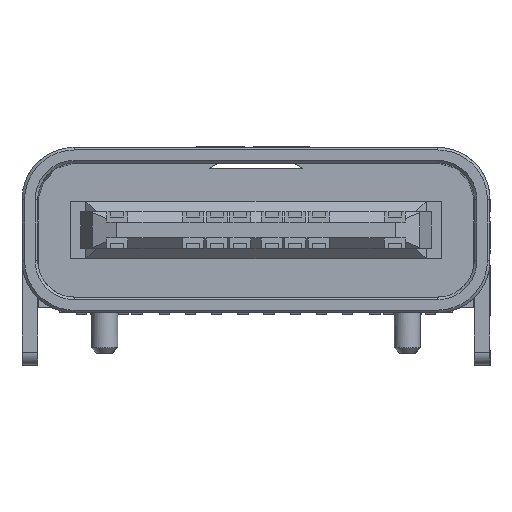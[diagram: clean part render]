
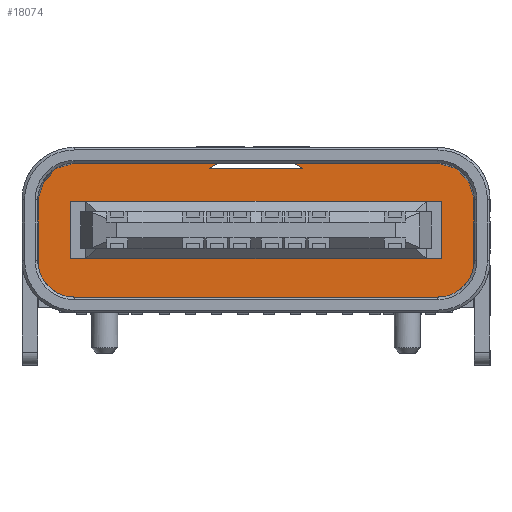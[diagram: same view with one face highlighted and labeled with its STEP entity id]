
A CAD part, front view. The second image highlights one B-rep face of the part: STEP entity #18074.
In plain terms, the highlighted free-form (B-spline) face has degree [1, 1] with [2, 2] control points.
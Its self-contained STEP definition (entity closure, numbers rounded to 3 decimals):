
#5461 = VERTEX_POINT('',#5462);
#5462 = CARTESIAN_POINT('',(-2.2,1.625,3.872));
#5467 = EDGE_CURVE('',#5461,#5468,#5470,.T.);
#5468 = VERTEX_POINT('',#5469);
#5469 = CARTESIAN_POINT('',(-0.72,1.625,3.872));
#5470 = B_SPLINE_CURVE_WITH_KNOTS('',1,(#5471,#5472),.UNSPECIFIED.,.F.,
  .F.,(2,2),(1.27,2.75),.PIECEWISE_BEZIER_KNOTS.);
#5471 = CARTESIAN_POINT('',(-2.2,1.625,3.872));
#5472 = CARTESIAN_POINT('',(-0.72,1.625,3.872));
#5561 = VERTEX_POINT('',#5562);
#5562 = CARTESIAN_POINT('',(0.72,1.625,3.872));
#5567 = EDGE_CURVE('',#5561,#5568,#5570,.T.);
#5568 = VERTEX_POINT('',#5569);
#5569 = CARTESIAN_POINT('',(2.2,1.625,3.872));
#5570 = B_SPLINE_CURVE_WITH_KNOTS('',1,(#5571,#5572),.UNSPECIFIED.,.F.,
  .F.,(2,2),(4.19,5.67),.PIECEWISE_BEZIER_KNOTS.);
#5571 = CARTESIAN_POINT('',(0.72,1.625,3.872));
#5572 = CARTESIAN_POINT('',(2.2,1.625,3.872));
#5728 = VERTEX_POINT('',#5729);
#5729 = CARTESIAN_POINT('',(-4.16,1.625,1.894));
#5768 = VERTEX_POINT('',#5769);
#5769 = CARTESIAN_POINT('',(4.16,1.625,1.894));
#8646 = VERTEX_POINT('',#8647);
#8647 = CARTESIAN_POINT('',(3.47,1.625,1.312));
#8652 = EDGE_CURVE('',#8646,#8653,#8655,.T.);
#8653 = VERTEX_POINT('',#8654);
#8654 = CARTESIAN_POINT('',(-3.47,1.625,1.312));
#8655 = B_SPLINE_CURVE_WITH_KNOTS('',1,(#8656,#8657),.UNSPECIFIED.,.F.,
  .F.,(2,2),(-6.94,-0.),.PIECEWISE_BEZIER_KNOTS.);
#8656 = CARTESIAN_POINT('',(3.47,1.625,1.312));
#8657 = CARTESIAN_POINT('',(-3.47,1.625,1.312));
#8701 = EDGE_CURVE('',#8653,#5728,#8702,.T.);
#8702 = ( BOUNDED_CURVE() B_SPLINE_CURVE(2,(#8703,#8704,#8705),
.UNSPECIFIED.,.F.,.F.) B_SPLINE_CURVE_WITH_KNOTS((3,3),(3.142,
4.543),.PIECEWISE_BEZIER_KNOTS.) CURVE() 
GEOMETRIC_REPRESENTATION_ITEM() RATIONAL_B_SPLINE_CURVE((1.,
0.764,1.)) REPRESENTATION_ITEM('') );
#8703 = CARTESIAN_POINT('',(-3.47,1.625,1.312));
#8704 = CARTESIAN_POINT('',(-4.061,1.625,1.312));
#8705 = CARTESIAN_POINT('',(-4.16,1.625,1.894));
#10549 = EDGE_CURVE('',#8646,#5768,#10550,.T.);
#10550 = ( BOUNDED_CURVE() B_SPLINE_CURVE(2,(#10551,#10552,#10553),
.UNSPECIFIED.,.F.,.F.) B_SPLINE_CURVE_WITH_KNOTS((3,3),(3.142,
4.543),.PIECEWISE_BEZIER_KNOTS.) CURVE() 
GEOMETRIC_REPRESENTATION_ITEM() RATIONAL_B_SPLINE_CURVE((1.,
0.764,1.)) REPRESENTATION_ITEM('') );
#10551 = CARTESIAN_POINT('',(3.47,1.625,1.312));
#10552 = CARTESIAN_POINT('',(4.061,1.625,1.312));
#10553 = CARTESIAN_POINT('',(4.16,1.625,1.894));
#18074 = ADVANCED_FACE('',(#18075,#18105),#18185,.T.);
#18075 = FACE_BOUND('',#18076,.T.);
#18076 = EDGE_LOOP('',(#18077,#18086,#18093,#18100));
#18077 = ORIENTED_EDGE('',*,*,#18078,.T.);
#18078 = EDGE_CURVE('',#18079,#18081,#18083,.T.);
#18079 = VERTEX_POINT('',#18080);
#18080 = CARTESIAN_POINT('',(3.55,1.625,3.142));
#18081 = VERTEX_POINT('',#18082);
#18082 = CARTESIAN_POINT('',(3.55,1.625,2.042));
#18083 = B_SPLINE_CURVE_WITH_KNOTS('',1,(#18084,#18085),.UNSPECIFIED.,
  .F.,.F.,(2,2),(0.,1.1),.PIECEWISE_BEZIER_KNOTS.);
#18084 = CARTESIAN_POINT('',(3.55,1.625,3.142));
#18085 = CARTESIAN_POINT('',(3.55,1.625,2.042));
#18086 = ORIENTED_EDGE('',*,*,#18087,.F.);
#18087 = EDGE_CURVE('',#18088,#18081,#18090,.T.);
#18088 = VERTEX_POINT('',#18089);
#18089 = CARTESIAN_POINT('',(-3.55,1.625,2.042));
#18090 = B_SPLINE_CURVE_WITH_KNOTS('',1,(#18091,#18092),.UNSPECIFIED.,
  .F.,.F.,(2,2),(0.,7.1),.PIECEWISE_BEZIER_KNOTS.);
#18091 = CARTESIAN_POINT('',(-3.55,1.625,2.042));
#18092 = CARTESIAN_POINT('',(3.55,1.625,2.042));
#18093 = ORIENTED_EDGE('',*,*,#18094,.F.);
#18094 = EDGE_CURVE('',#18095,#18088,#18097,.T.);
#18095 = VERTEX_POINT('',#18096);
#18096 = CARTESIAN_POINT('',(-3.55,1.625,3.142));
#18097 = B_SPLINE_CURVE_WITH_KNOTS('',1,(#18098,#18099),.UNSPECIFIED.,
  .F.,.F.,(2,2),(0.,1.1),.PIECEWISE_BEZIER_KNOTS.);
#18098 = CARTESIAN_POINT('',(-3.55,1.625,3.142));
#18099 = CARTESIAN_POINT('',(-3.55,1.625,2.042));
#18100 = ORIENTED_EDGE('',*,*,#18101,.F.);
#18101 = EDGE_CURVE('',#18079,#18095,#18102,.T.);
#18102 = B_SPLINE_CURVE_WITH_KNOTS('',1,(#18103,#18104),.UNSPECIFIED.,
  .F.,.F.,(2,2),(-7.1,-0.),.PIECEWISE_BEZIER_KNOTS.);
#18103 = CARTESIAN_POINT('',(3.55,1.625,3.142));
#18104 = CARTESIAN_POINT('',(-3.55,1.625,3.142));
#18105 = FACE_BOUND('',#18106,.T.);
#18106 = EDGE_LOOP('',(#18107,#18108,#18109,#18110,#18117,#18125,#18132,
    #18137,#18138,#18145,#18152,#18157,#18158,#18165,#18172,#18180));
#18107 = ORIENTED_EDGE('',*,*,#8701,.F.);
#18108 = ORIENTED_EDGE('',*,*,#8652,.F.);
#18109 = ORIENTED_EDGE('',*,*,#10549,.T.);
#18110 = ORIENTED_EDGE('',*,*,#18111,.T.);
#18111 = EDGE_CURVE('',#5768,#18112,#18114,.T.);
#18112 = VERTEX_POINT('',#18113);
#18113 = CARTESIAN_POINT('',(4.16,1.625,3.172));
#18114 = B_SPLINE_CURVE_WITH_KNOTS('',1,(#18115,#18116),.UNSPECIFIED.,
  .F.,.F.,(2,2),(0.782,2.06),.PIECEWISE_BEZIER_KNOTS.);
#18115 = CARTESIAN_POINT('',(4.16,1.625,1.894));
#18116 = CARTESIAN_POINT('',(4.16,1.625,3.172));
#18117 = ORIENTED_EDGE('',*,*,#18118,.T.);
#18118 = EDGE_CURVE('',#18112,#18119,#18121,.T.);
#18119 = VERTEX_POINT('',#18120);
#18120 = CARTESIAN_POINT('',(3.47,1.625,3.862));
#18121 = ( BOUNDED_CURVE() B_SPLINE_CURVE(2,(#18122,#18123,#18124),
.UNSPECIFIED.,.F.,.F.) B_SPLINE_CURVE_WITH_KNOTS((3,3),(0.,
1.571),.PIECEWISE_BEZIER_KNOTS.) CURVE() 
GEOMETRIC_REPRESENTATION_ITEM() RATIONAL_B_SPLINE_CURVE((1.,
0.707,1.)) REPRESENTATION_ITEM('') );
#18122 = CARTESIAN_POINT('',(4.16,1.625,3.172));
#18123 = CARTESIAN_POINT('',(4.16,1.625,3.862));
#18124 = CARTESIAN_POINT('',(3.47,1.625,3.862));
#18125 = ORIENTED_EDGE('',*,*,#18126,.T.);
#18126 = EDGE_CURVE('',#18119,#18127,#18129,.T.);
#18127 = VERTEX_POINT('',#18128);
#18128 = CARTESIAN_POINT('',(2.2,1.625,3.862));
#18129 = B_SPLINE_CURVE_WITH_KNOTS('',1,(#18130,#18131),.UNSPECIFIED.,
  .F.,.F.,(2,2),(0.,1.27),.PIECEWISE_BEZIER_KNOTS.);
#18130 = CARTESIAN_POINT('',(3.47,1.625,3.862));
#18131 = CARTESIAN_POINT('',(2.2,1.625,3.862));
#18132 = ORIENTED_EDGE('',*,*,#18133,.T.);
#18133 = EDGE_CURVE('',#18127,#5568,#18134,.T.);
#18134 = B_SPLINE_CURVE_WITH_KNOTS('',1,(#18135,#18136),.UNSPECIFIED.,
  .F.,.F.,(2,2),(0.,0.01),.PIECEWISE_BEZIER_KNOTS.);
#18135 = CARTESIAN_POINT('',(2.2,1.625,3.862));
#18136 = CARTESIAN_POINT('',(2.2,1.625,3.872));
#18137 = ORIENTED_EDGE('',*,*,#5567,.F.);
#18138 = ORIENTED_EDGE('',*,*,#18139,.T.);
#18139 = EDGE_CURVE('',#5561,#18140,#18142,.T.);
#18140 = VERTEX_POINT('',#18141);
#18141 = CARTESIAN_POINT('',(0.893,1.625,3.772));
#18142 = B_SPLINE_CURVE_WITH_KNOTS('',1,(#18143,#18144),.UNSPECIFIED.,
  .F.,.F.,(2,2),(-0.2,0.),.PIECEWISE_BEZIER_KNOTS.);
#18143 = CARTESIAN_POINT('',(0.72,1.625,3.872));
#18144 = CARTESIAN_POINT('',(0.893,1.625,3.772));
#18145 = ORIENTED_EDGE('',*,*,#18146,.T.);
#18146 = EDGE_CURVE('',#18140,#18147,#18149,.T.);
#18147 = VERTEX_POINT('',#18148);
#18148 = CARTESIAN_POINT('',(-0.893,1.625,3.772));
#18149 = B_SPLINE_CURVE_WITH_KNOTS('',1,(#18150,#18151),.UNSPECIFIED.,
  .F.,.F.,(2,2),(0.,1.786),
  .PIECEWISE_BEZIER_KNOTS.);
#18150 = CARTESIAN_POINT('',(0.893,1.625,3.772));
#18151 = CARTESIAN_POINT('',(-0.893,1.625,3.772));
#18152 = ORIENTED_EDGE('',*,*,#18153,.T.);
#18153 = EDGE_CURVE('',#18147,#5468,#18154,.T.);
#18154 = B_SPLINE_CURVE_WITH_KNOTS('',1,(#18155,#18156),.UNSPECIFIED.,
  .F.,.F.,(2,2),(0.,0.2),.PIECEWISE_BEZIER_KNOTS.);
#18155 = CARTESIAN_POINT('',(-0.893,1.625,3.772));
#18156 = CARTESIAN_POINT('',(-0.72,1.625,3.872));
#18157 = ORIENTED_EDGE('',*,*,#5467,.F.);
#18158 = ORIENTED_EDGE('',*,*,#18159,.T.);
#18159 = EDGE_CURVE('',#5461,#18160,#18162,.T.);
#18160 = VERTEX_POINT('',#18161);
#18161 = CARTESIAN_POINT('',(-2.2,1.625,3.862));
#18162 = B_SPLINE_CURVE_WITH_KNOTS('',1,(#18163,#18164),.UNSPECIFIED.,
  .F.,.F.,(2,2),(-0.01,-0.),.PIECEWISE_BEZIER_KNOTS.);
#18163 = CARTESIAN_POINT('',(-2.2,1.625,3.872));
#18164 = CARTESIAN_POINT('',(-2.2,1.625,3.862));
#18165 = ORIENTED_EDGE('',*,*,#18166,.T.);
#18166 = EDGE_CURVE('',#18160,#18167,#18169,.T.);
#18167 = VERTEX_POINT('',#18168);
#18168 = CARTESIAN_POINT('',(-3.47,1.625,3.862));
#18169 = B_SPLINE_CURVE_WITH_KNOTS('',1,(#18170,#18171),.UNSPECIFIED.,
  .F.,.F.,(2,2),(-1.27,0.),.PIECEWISE_BEZIER_KNOTS.);
#18170 = CARTESIAN_POINT('',(-2.2,1.625,3.862));
#18171 = CARTESIAN_POINT('',(-3.47,1.625,3.862));
#18172 = ORIENTED_EDGE('',*,*,#18173,.T.);
#18173 = EDGE_CURVE('',#18167,#18174,#18176,.T.);
#18174 = VERTEX_POINT('',#18175);
#18175 = CARTESIAN_POINT('',(-4.16,1.625,3.172));
#18176 = ( BOUNDED_CURVE() B_SPLINE_CURVE(2,(#18177,#18178,#18179),
.UNSPECIFIED.,.F.,.F.) B_SPLINE_CURVE_WITH_KNOTS((3,3),(1.571,
3.142),.PIECEWISE_BEZIER_KNOTS.) CURVE() 
GEOMETRIC_REPRESENTATION_ITEM() RATIONAL_B_SPLINE_CURVE((1.,
0.707,1.)) REPRESENTATION_ITEM('') );
#18177 = CARTESIAN_POINT('',(-3.47,1.625,3.862));
#18178 = CARTESIAN_POINT('',(-4.16,1.625,3.862));
#18179 = CARTESIAN_POINT('',(-4.16,1.625,3.172));
#18180 = ORIENTED_EDGE('',*,*,#18181,.T.);
#18181 = EDGE_CURVE('',#18174,#5728,#18182,.T.);
#18182 = B_SPLINE_CURVE_WITH_KNOTS('',1,(#18183,#18184),.UNSPECIFIED.,
  .F.,.F.,(2,2),(-2.06,-0.782),.PIECEWISE_BEZIER_KNOTS.);
#18183 = CARTESIAN_POINT('',(-4.16,1.625,3.172));
#18184 = CARTESIAN_POINT('',(-4.16,1.625,1.894));
#18185 = B_SPLINE_SURFACE_WITH_KNOTS('',1,1,(
    (#18186,#18187)
    ,(#18188,#18189
    )),.UNSPECIFIED.,.F.,.F.,.F.,(2,2),(2,2),(-11.103,
    -8.543),(-8.33,-0.01),.PIECEWISE_BEZIER_KNOTS.);
#18186 = CARTESIAN_POINT('',(4.16,1.625,1.312));
#18187 = CARTESIAN_POINT('',(-4.16,1.625,1.312));
#18188 = CARTESIAN_POINT('',(4.16,1.625,3.872));
#18189 = CARTESIAN_POINT('',(-4.16,1.625,3.872));
